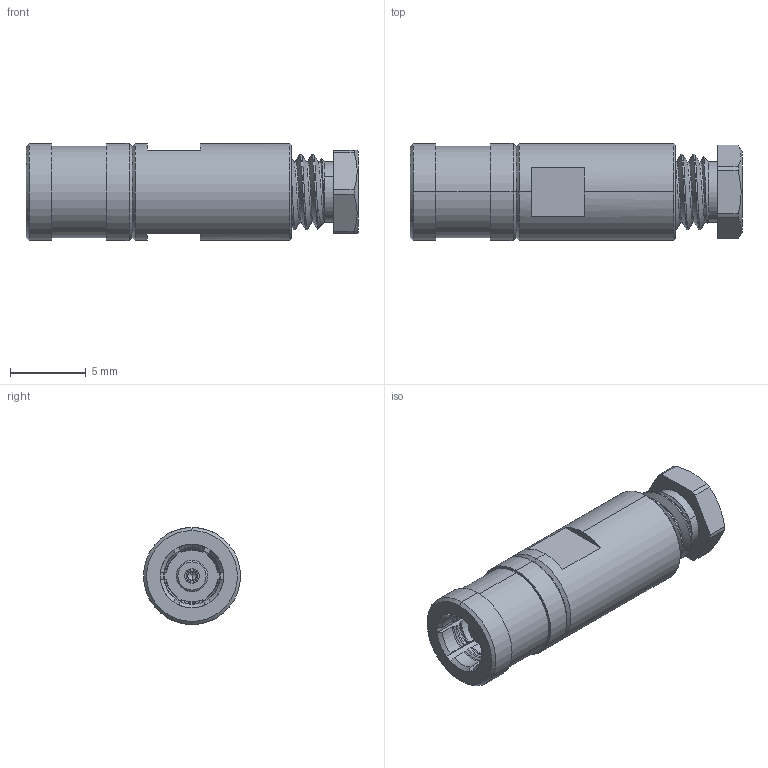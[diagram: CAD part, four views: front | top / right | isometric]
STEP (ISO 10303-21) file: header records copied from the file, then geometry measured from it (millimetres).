
FILE_DESCRIPTION (( 'STEP AP214' ), '1' );
FILE_NAME ('ÑÖÍÊ.434531.040ÑÁ_Ðîçåòêà+äëÿ ïîòðåáèòåëÿ.STEP', '2018-11-30T09:59:30', ( 'User' ), ( '' ), 'SwSTEP 2.0', 'SolidWorks 2016', '' );
FILE_SCHEMA (( 'AUTOMOTIVE_DESIGN' ));
Length unit declared in the file: millimetre
Products named in the file (1): ÑÖÍÊ.434531.040ÑÁ_Ðîçåòêà+äëÿ ïîòðåáèòåëÿ
Bounding box: 21.9 x 6.4 x 6.4 mm (x, y, z)
Volume: 559.8 mm3; surface area: 662.5 mm2
Topology: 1 solids, 1 shells, 169 faces, 454 edges, 293 vertices
Faces by surface type: plane 48, cylinder 47, cone 39, torus 32, bspline 3
Entity records: 8304 total; most frequent: CARTESIAN_POINT 2324, ORIENTED_EDGE 904, DIRECTION 848, EDGE_CURVE 452, AXIS2_PLACEMENT_3D 347, VERTEX_POINT 293, CIRCLE 180, EDGE_LOOP 177
